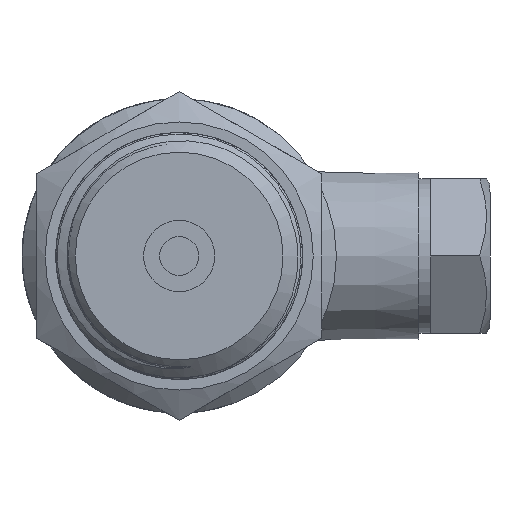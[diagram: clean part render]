
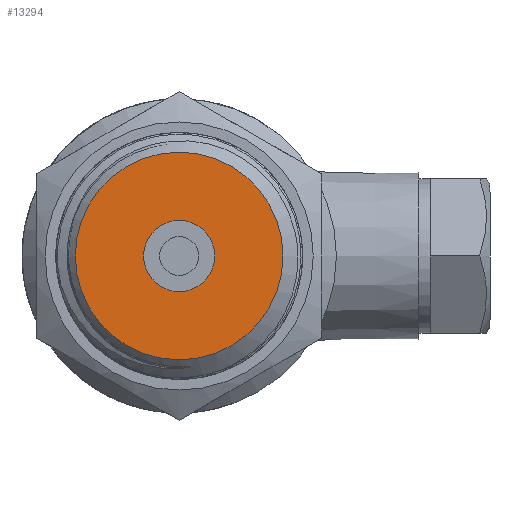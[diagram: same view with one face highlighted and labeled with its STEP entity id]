
A CAD part, left-side view. The second image highlights one B-rep face of the part: STEP entity #13294.
In plain terms, the highlighted planar face has unit normal (-1, 0, 0).
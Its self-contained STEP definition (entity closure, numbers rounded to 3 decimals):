
#1199=FACE_BOUND('',#4011,.T.);
#3224=FACE_OUTER_BOUND('',#4010,.T.);
#4010=EDGE_LOOP('',(#8991));
#4011=EDGE_LOOP('',(#8992));
#4845=CIRCLE('',#14147,8.75);
#4846=CIRCLE('',#14149,3.);
#5387=VERTEX_POINT('',#19068);
#5388=VERTEX_POINT('',#19072);
#6825=EDGE_CURVE('',#5387,#5387,#4845,.T.);
#6826=EDGE_CURVE('',#5388,#5388,#4846,.T.);
#8991=ORIENTED_EDGE('',*,*,#6825,.F.);
#8992=ORIENTED_EDGE('',*,*,#6826,.T.);
#13124=PLANE('',#14148);
#13294=ADVANCED_FACE('',(#3224,#1199),#13124,.T.);
#14147=AXIS2_PLACEMENT_3D('',#19070,#15181,#15182);
#14148=AXIS2_PLACEMENT_3D('',#19071,#15183,#15184);
#14149=AXIS2_PLACEMENT_3D('',#19073,#15185,#15186);
#15181=DIRECTION('center_axis',(1.,0.,0.));
#15182=DIRECTION('ref_axis',(0.,0.,-1.));
#15183=DIRECTION('center_axis',(-1.,0.,0.));
#15184=DIRECTION('ref_axis',(0.,0.,1.));
#15185=DIRECTION('center_axis',(1.,0.,0.));
#15186=DIRECTION('ref_axis',(0.,0.,-1.));
#19068=CARTESIAN_POINT('',(3.,-8.75,0.));
#19070=CARTESIAN_POINT('Origin',(3.,0.,0.));
#19071=CARTESIAN_POINT('Origin',(3.,8.75,0.));
#19072=CARTESIAN_POINT('',(3.,-3.,0.));
#19073=CARTESIAN_POINT('Origin',(3.,0.,0.));
